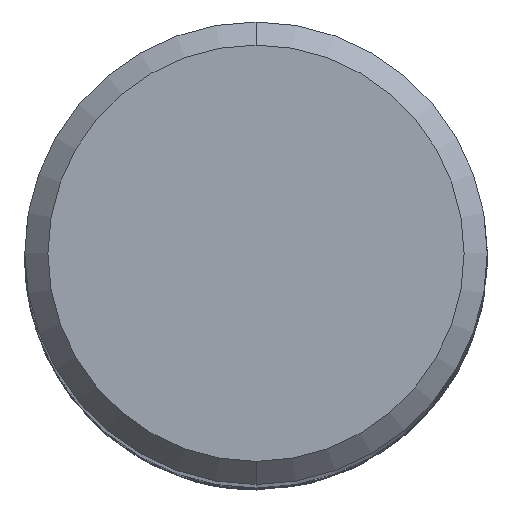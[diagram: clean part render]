
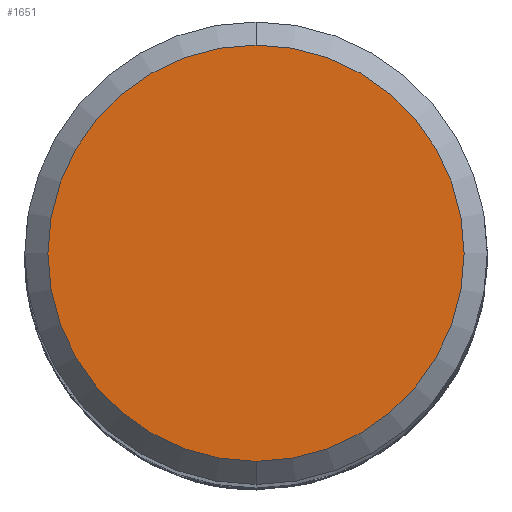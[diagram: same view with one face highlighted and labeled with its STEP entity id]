
A CAD part, top view. The second image highlights one B-rep face of the part: STEP entity #1651.
In plain terms, the highlighted planar face has unit normal (0, 0, 1).
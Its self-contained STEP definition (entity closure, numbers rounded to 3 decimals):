
#951=VERTEX_POINT('',#2722);
#1261=EDGE_CURVE('',#951,#2061,#3058,.T.);
#1423=EDGE_CURVE('',#2061,#951,#3236,.T.);
#1651=ADVANCED_FACE('',(#3479),#3480,.T.);
#2061=VERTEX_POINT('',#3934);
#2722=CARTESIAN_POINT('',(0.,-5.4,0.0));
#3058=CIRCLE('',#7198,5.4);
#3236=CIRCLE('',#9129,5.4);
#3479=FACE_OUTER_BOUND('',#10630,.T.);
#3480=PLANE('',#10631);
#3934=CARTESIAN_POINT('',(0.0,5.4,0.0));
#7198=AXIS2_PLACEMENT_3D('',#22979,#22980,#22981);
#9129=AXIS2_PLACEMENT_3D('',#23200,#23201,#23202);
#10630=EDGE_LOOP('',(#23425,#23426));
#10631=AXIS2_PLACEMENT_3D('',#23427,#23428,#23429);
#22979=CARTESIAN_POINT('',(0.0,0.0,0.0));
#22980=DIRECTION('',(0.0,0.0,-1.0));
#22981=DIRECTION('',(0.0,1.0,0.0));
#23200=CARTESIAN_POINT('',(0.0,0.0,0.0));
#23201=DIRECTION('',(0.0,0.0,-1.0));
#23202=DIRECTION('',(0.0,1.0,0.0));
#23425=ORIENTED_EDGE('',*,*,#1423,.F.);
#23426=ORIENTED_EDGE('',*,*,#1261,.F.);
#23427=CARTESIAN_POINT('',(0.0,2.7,0.0));
#23428=DIRECTION('',(-0.0,0.0,1.0));
#23429=DIRECTION('',(0.0,-1.0,0.0));
